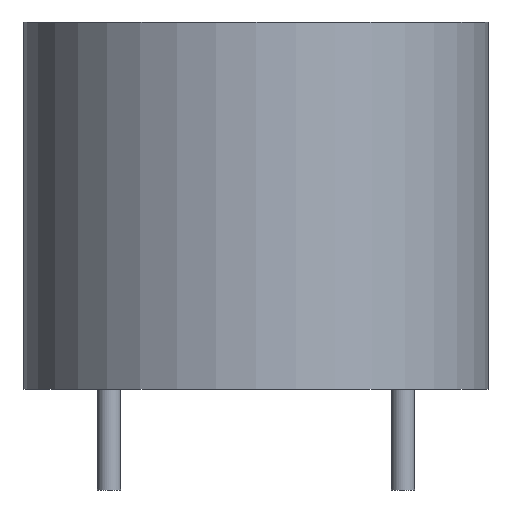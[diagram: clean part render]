
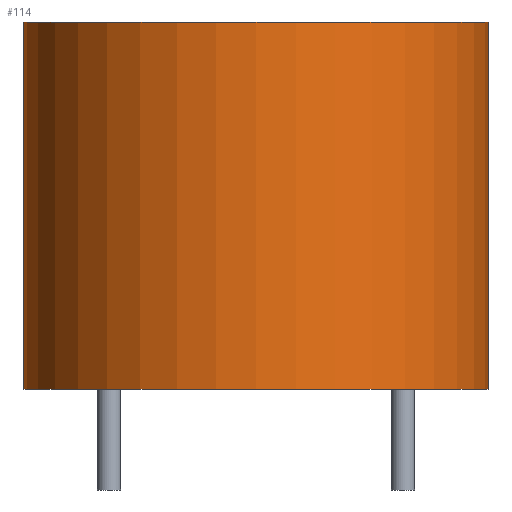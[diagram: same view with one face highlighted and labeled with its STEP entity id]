
A CAD part, front view. The second image highlights one B-rep face of the part: STEP entity #114.
In plain terms, the highlighted cylindrical face has radius 6 mm (diameter 12 mm), a full revolution.
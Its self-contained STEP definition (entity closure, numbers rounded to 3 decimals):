
#16=LINE('',#210,#20);
#20=VECTOR('',#175,6.);
#24=CYLINDRICAL_SURFACE('',#142,6.);
#32=FACE_OUTER_BOUND('',#43,.T.);
#43=EDGE_LOOP('',(#89,#90,#91,#92));
#50=CIRCLE('',#135,6.);
#55=CIRCLE('',#143,6.);
#58=VERTEX_POINT('',#193);
#63=VERTEX_POINT('',#208);
#66=EDGE_CURVE('',#58,#58,#50,.T.);
#73=EDGE_CURVE('',#63,#63,#55,.T.);
#74=EDGE_CURVE('',#63,#58,#16,.T.);
#89=ORIENTED_EDGE('',*,*,#73,.F.);
#90=ORIENTED_EDGE('',*,*,#74,.T.);
#91=ORIENTED_EDGE('',*,*,#66,.T.);
#92=ORIENTED_EDGE('',*,*,#74,.F.);
#114=ADVANCED_FACE('',(#32),#24,.T.);
#135=AXIS2_PLACEMENT_3D('',#194,#155,#156);
#142=AXIS2_PLACEMENT_3D('',#207,#171,#172);
#143=AXIS2_PLACEMENT_3D('',#209,#173,#174);
#155=DIRECTION('center_axis',(0.,0.,1.));
#156=DIRECTION('ref_axis',(-1.,0.,0.));
#171=DIRECTION('center_axis',(0.,0.,1.));
#172=DIRECTION('ref_axis',(-1.,0.,0.));
#173=DIRECTION('center_axis',(0.,0.,1.));
#174=DIRECTION('ref_axis',(-1.,0.,0.));
#175=DIRECTION('',(0.,0.,-1.));
#193=CARTESIAN_POINT('',(6.,0.,0.));
#194=CARTESIAN_POINT('Origin',(0.,0.,0.));
#207=CARTESIAN_POINT('Origin',(0.,0.,0.));
#208=CARTESIAN_POINT('',(6.,0.,9.5));
#209=CARTESIAN_POINT('Origin',(0.,0.,9.5));
#210=CARTESIAN_POINT('',(6.,0.,0.));
